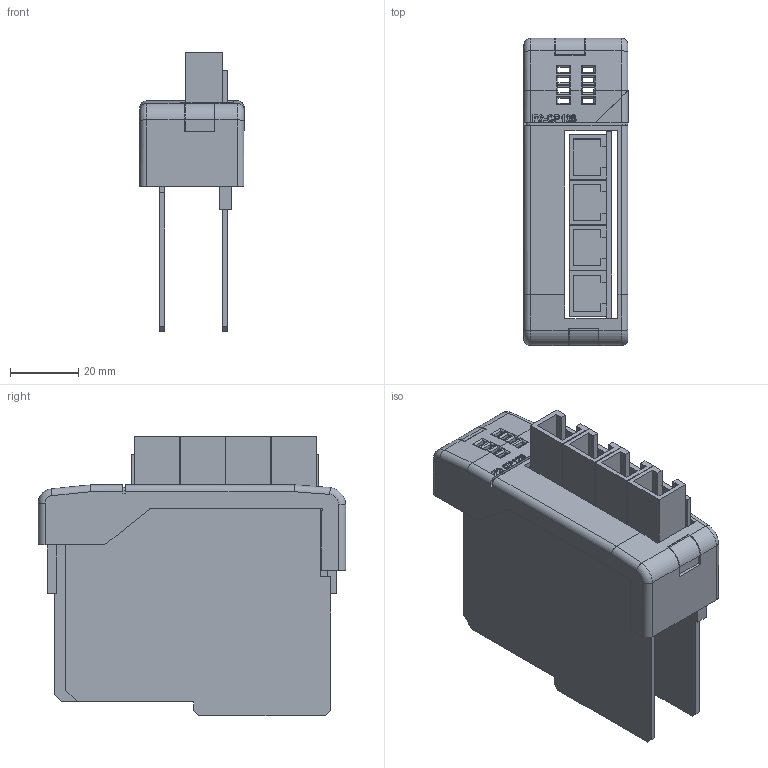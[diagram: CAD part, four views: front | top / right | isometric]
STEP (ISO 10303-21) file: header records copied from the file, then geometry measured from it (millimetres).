
FILE_DESCRIPTION (( 'STEP AP214' ), '1' );
FILE_NAME ('F2-CP128.STEP', '2011-02-09T14:46:50', ( ' ' ), ( ' ' ), 'SwSTEP 2.0', 'SolidWorks 2009', '' );
FILE_SCHEMA (( 'AUTOMOTIVE_DESIGN' ));
Length unit declared in the file: millimetre
Products named in the file (1): F2-CP128
Bounding box: 30.55 x 90 x 81.85 mm (x, y, z)
Volume: 29687.2 mm3; surface area: 42196.5 mm2
Topology: 6 solids, 6 shells, 430 faces, 1225 edges, 802 vertices
Faces by surface type: plane 284, cylinder 84, bspline 53, torus 9
Entity records: 21337 total; most frequent: CARTESIAN_POINT 5795, ORIENTED_EDGE 2450, DIRECTION 1882, EDGE_CURVE 1225, LINE 952, VECTOR 952, VERTEX_POINT 802, AXIS2_PLACEMENT_3D 465
